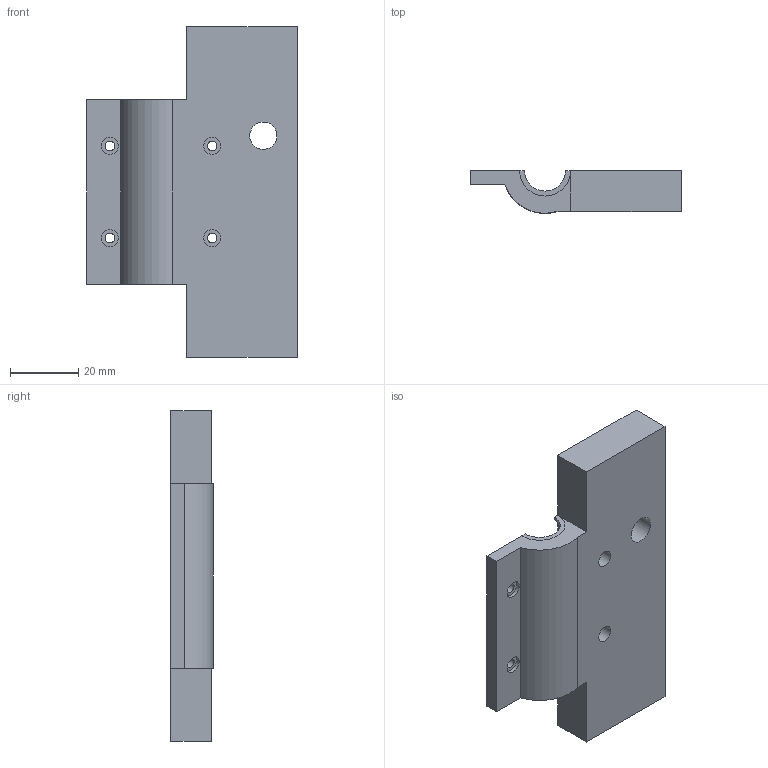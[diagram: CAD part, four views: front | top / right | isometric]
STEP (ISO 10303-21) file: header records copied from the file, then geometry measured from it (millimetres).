
FILE_DESCRIPTION(('FreeCAD Model'),'2;1');
FILE_NAME('LeftShoulder.step', '2017-05-09T09:06:12',('Author'),(''), 'Open CASCADE STEP processor 6.8','FreeCAD','Unknown');
FILE_SCHEMA(('AUTOMOTIVE_DESIGN_CC2 { 1 2 10303 214 -1 1 5 4 }'));
Length unit declared in the file: millimetre
Products named in the file (2): ASSEMBLY; Cut001
Assembly tree (1 placements, depth 2):
  ASSEMBLY
    Cut001
Bounding box: 61.84 x 12.48 x 97 mm (x, y, z)
Volume: 43282.1 mm3; surface area: 15089.2 mm2
Topology: 1 solids, 1 shells, 53 faces, 121 edges, 76 vertices
Faces by surface type: plane 36, cylinder 17
Full cylindrical faces by diameter (mm): 2.8 x4, 5 x4, 8 x1
Entity records: 3185 total; most frequent: CARTESIAN_POINT 690, DIRECTION 463, LINE 273, VECTOR 273, ORIENTED_EDGE 242, PCURVE 242, DEFINITIONAL_REPRESENTATION 242, EDGE_CURVE 121
